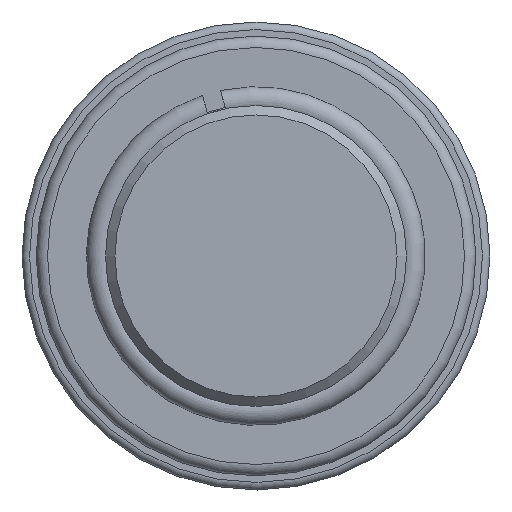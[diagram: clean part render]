
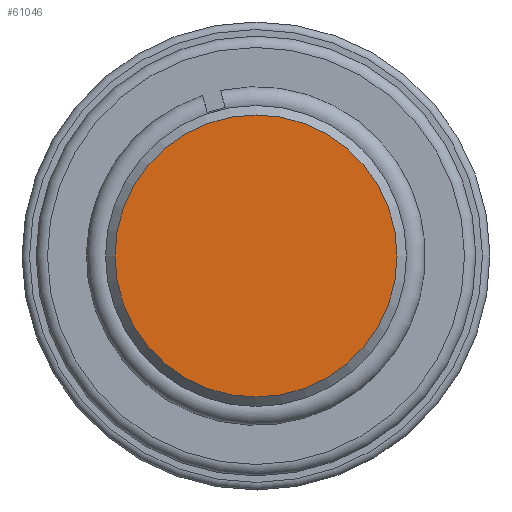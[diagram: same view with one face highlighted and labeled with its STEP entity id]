
A CAD part, left-side view. The second image highlights one B-rep face of the part: STEP entity #61046.
In plain terms, the highlighted planar face has unit normal (-1, 0, 0).
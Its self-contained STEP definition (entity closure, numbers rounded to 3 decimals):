
#61026=CARTESIAN_POINT('',(0.,7.475,0.0));
#61027=VERTEX_POINT('',#61026);
#61028=CARTESIAN_POINT('',(0.0,0.0,0.0));
#61029=DIRECTION('',(1.0,0.0,0.0));
#61030=DIRECTION('',(0.0,1.0,0.0));
#61031=AXIS2_PLACEMENT_3D('',#61028,#61029,#61030);
#61032=CIRCLE('',#61031,7.475);
#61033=EDGE_CURVE('',#61027,#61027,#61032,.T.);
#61038=CARTESIAN_POINT('',(0.,6.988,0.0));
#61039=DIRECTION('',(-1.0,0.0,0.0));
#61040=DIRECTION('',(0.0,0.0,1.0));
#61041=AXIS2_PLACEMENT_3D('',#61038,#61039,#61040);
#61042=PLANE('',#61041);
#61043=ORIENTED_EDGE('',*,*,#61033,.F.);
#61044=EDGE_LOOP('',(#61043));
#61045=FACE_OUTER_BOUND('',#61044,.T.);
#61046=ADVANCED_FACE('',(#61045),#61042,.T.);
